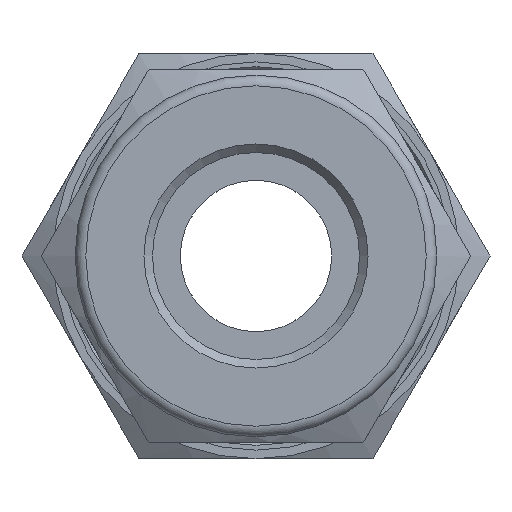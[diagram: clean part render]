
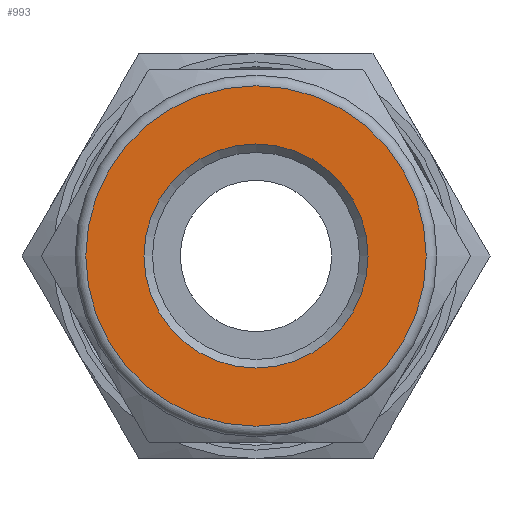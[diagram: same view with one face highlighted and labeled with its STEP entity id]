
A CAD part, left-side view. The second image highlights one B-rep face of the part: STEP entity #993.
In plain terms, the highlighted planar face has unit normal (-1, 0, 0).
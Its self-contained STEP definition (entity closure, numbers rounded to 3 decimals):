
#64=FACE_BOUND('',#245,.T.);
#97=CIRCLE('',#1094,8.);
#112=CIRCLE('',#1122,5.265);
#173=FACE_OUTER_BOUND('',#244,.T.);
#244=EDGE_LOOP('',(#803));
#245=EDGE_LOOP('',(#804));
#445=VERTEX_POINT('',#1641);
#458=VERTEX_POINT('',#1691);
#554=EDGE_CURVE('',#445,#445,#97,.T.);
#578=EDGE_CURVE('',#458,#458,#112,.T.);
#803=ORIENTED_EDGE('',*,*,#554,.F.);
#804=ORIENTED_EDGE('',*,*,#578,.T.);
#946=PLANE('',#1123);
#993=ADVANCED_FACE('',(#173,#64),#946,.T.);
#1094=AXIS2_PLACEMENT_3D('',#1643,#1299,#1300);
#1122=AXIS2_PLACEMENT_3D('',#1693,#1364,#1365);
#1123=AXIS2_PLACEMENT_3D('',#1694,#1366,#1367);
#1299=DIRECTION('center_axis',(1.,0.,0.));
#1300=DIRECTION('ref_axis',(0.,0.,-1.));
#1364=DIRECTION('center_axis',(1.,0.,0.));
#1365=DIRECTION('ref_axis',(0.,0.,-1.));
#1366=DIRECTION('center_axis',(-1.,0.,0.));
#1367=DIRECTION('ref_axis',(0.,0.,1.));
#1641=CARTESIAN_POINT('',(0.,0.,8.));
#1643=CARTESIAN_POINT('Origin',(0.,0.,
0.));
#1691=CARTESIAN_POINT('',(0.,-5.265,0.));
#1693=CARTESIAN_POINT('Origin',(0.,0.,
0.));
#1694=CARTESIAN_POINT('Origin',(0.,8.,0.));
